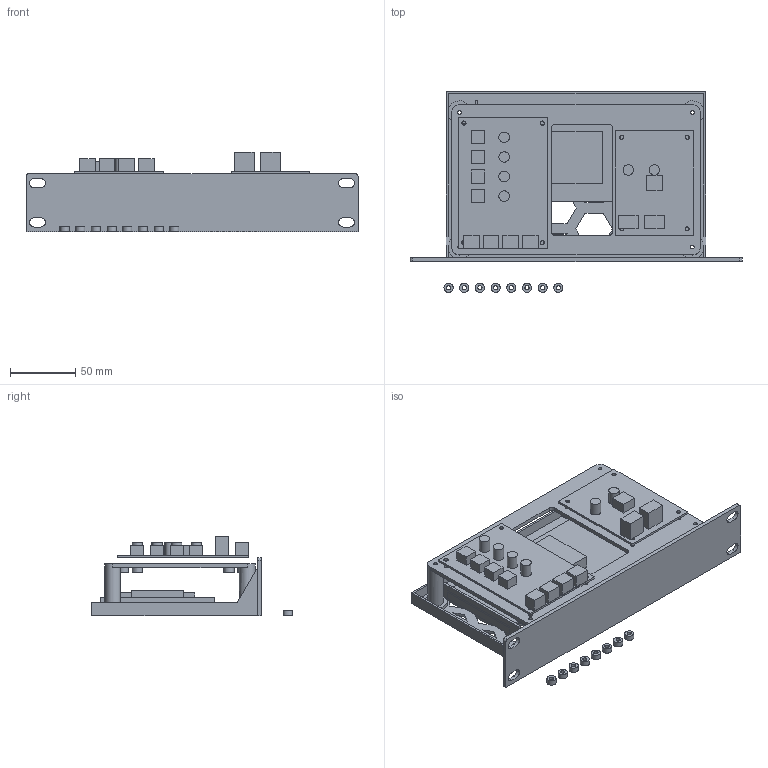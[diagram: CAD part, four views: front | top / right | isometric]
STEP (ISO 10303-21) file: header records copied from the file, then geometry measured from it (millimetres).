
FILE_DESCRIPTION(('Open CASCADE Model'),'2;1');
FILE_NAME('Rack Assembly','2025-12-01T12:40:48',('Author'),( 'Open CASCADE'),'Open CASCADE STEP processor 7.8','build123d', 'Unknown');
FILE_SCHEMA(('AUTOMOTIVE_DESIGN { 1 0 10303 214 1 1 1 1 }'));
Length unit declared in the file: millimetre
Products named in the file (71): Rack Assembly; Tray; ASSEMBLY; SOLID; Shelf; Spacers; DC-DC Board; SATA Board; PCIe Card
Assembly tree (85 placements, depth 5):
  Rack Assembly
    Tray
      ASSEMBLY
        SOLID
    Shelf
      ASSEMBLY
        SOLID
    Spacers
      ASSEMBLY
        SOLID
        SOLID
        SOLID
        SOLID
        SOLID
        SOLID
        SOLID
        SOLID
    DC-DC Board
      ASSEMBLY
        ASSEMBLY
          SOLID
      ASSEMBLY
        ASSEMBLY
          SOLID
      ASSEMBLY
        ASSEMBLY
          SOLID
      ASSEMBLY
        ASSEMBLY
          SOLID
      ASSEMBLY
        ASSEMBLY
          SOLID
      ASSEMBLY
        ASSEMBLY
          SOLID
      ASSEMBLY
        ASSEMBLY
          SOLID
      ASSEMBLY
        ASSEMBLY
          SOLID
      ASSEMBLY
        ASSEMBLY
          SOLID
      ASSEMBLY
        ASSEMBLY
          SOLID
      ASSEMBLY
        ASSEMBLY
          SOLID
      ASSEMBLY
        ASSEMBLY
          SOLID
      ASSEMBLY
        ASSEMBLY
          SOLID
    SATA Board
      ASSEMBLY
        ASSEMBLY
Bounding box: 254 x 153.5 x 61.1 mm (x, y, z)
Volume: 203433.8 mm3; surface area: 172294.8 mm2
Topology: 37 solids, 37 shells, 495 faces, 1243 edges, 828 vertices
Faces by surface type: plane 388, cylinder 107
Full cylindrical faces by diameter (mm): 2.8 x14, 3.2 x20, 6 x4, 7 x8, 8 x14, 12 x3
Entity records: 28895 total; most frequent: CARTESIAN_POINT 5048, DIRECTION 4279, LINE 2661, VECTOR 2661, ORIENTED_EDGE 2198, PCURVE 2198, DEFINITIONAL_REPRESENTATION 2198, EDGE_CURVE 1099
